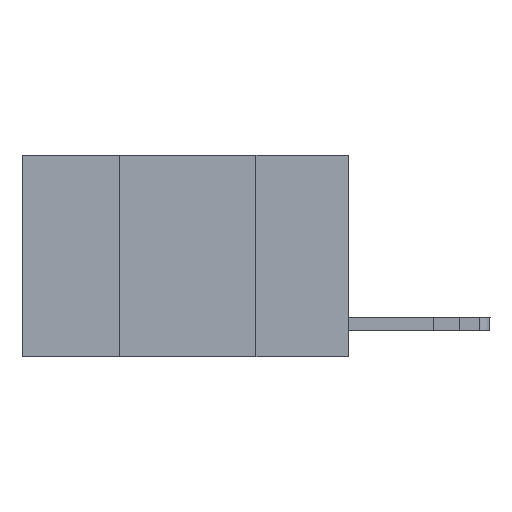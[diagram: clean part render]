
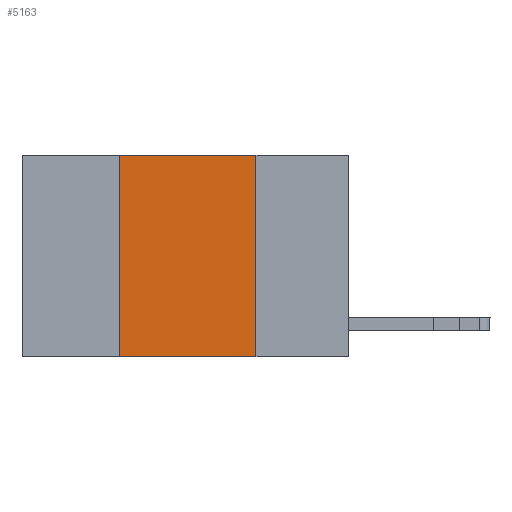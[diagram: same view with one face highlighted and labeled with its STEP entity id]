
A CAD part, left-side view. The second image highlights one B-rep face of the part: STEP entity #5163.
In plain terms, the highlighted planar face has unit normal (-1, 0, 0).
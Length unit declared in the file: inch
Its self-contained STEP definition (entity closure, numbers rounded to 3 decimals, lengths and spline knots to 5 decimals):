
#672 = CARTESIAN_POINT ( 'NONE',  ( 0., 0.17, -0.37 ) ) ;
#2625 = VECTOR ( 'NONE', #13426, 39.37008 ) ;
#2928 = CARTESIAN_POINT ( 'NONE',  ( 0., 0.17, 0. ) ) ;
#3045 = CARTESIAN_POINT ( 'NONE',  ( 0., 0.42, 0. ) ) ;
#3078 = EDGE_CURVE ( 'NONE', #4590, #12061, #6902, .T. ) ;
#3129 = CARTESIAN_POINT ( 'NONE',  ( 0., 0.6, -0.37 ) ) ;
#3557 = VECTOR ( 'NONE', #12693, 39.37008 ) ;
#3819 = AXIS2_PLACEMENT_3D ( 'NONE', #10778, #10914, #12998 ) ;
#4590 = VERTEX_POINT ( 'NONE', #3045 ) ;
#4832 = VERTEX_POINT ( 'NONE', #672 ) ;
#4871 = DIRECTION ( 'NONE',  ( 0., -1., 0. ) ) ;
#5017 = CARTESIAN_POINT ( 'NONE',  ( 0., 0.6, 0. ) ) ;
#5163 = ADVANCED_FACE ( 'NONE', ( #5551 ), #11823, .F. ) ;
#5551 = FACE_OUTER_BOUND ( 'NONE', #7223, .T. ) ;
#5718 = VECTOR ( 'NONE', #4871, 39.37008 ) ;
#6030 = ORIENTED_EDGE ( 'NONE', *, *, #8241, .F. ) ;
#6294 = CARTESIAN_POINT ( 'NONE',  ( 0., 0.42, 0. ) ) ;
#6765 = VECTOR ( 'NONE', #13726, 39.37008 ) ;
#6902 = LINE ( 'NONE', #5017, #5718 ) ;
#6983 = CARTESIAN_POINT ( 'NONE',  ( 0., 0.42, -0.37 ) ) ;
#7105 = LINE ( 'NONE', #8085, #2625 ) ;
#7223 = EDGE_LOOP ( 'NONE', ( #11593, #11370, #6030, #13464 ) ) ;
#7323 = LINE ( 'NONE', #6294, #6765 ) ;
#8085 = CARTESIAN_POINT ( 'NONE',  ( 0., 0.17, 0. ) ) ;
#8241 = EDGE_CURVE ( 'NONE', #11640, #4590, #7323, .T. ) ;
#8414 = EDGE_CURVE ( 'NONE', #12061, #4832, #7105, .T. ) ;
#9085 = EDGE_CURVE ( 'NONE', #11640, #4832, #12618, .T. ) ;
#10778 = CARTESIAN_POINT ( 'NONE',  ( 0., 0.6, 0. ) ) ;
#10914 = DIRECTION ( 'NONE',  ( 1., 0., 0. ) ) ;
#11370 = ORIENTED_EDGE ( 'NONE', *, *, #3078, .F. ) ;
#11593 = ORIENTED_EDGE ( 'NONE', *, *, #8414, .F. ) ;
#11640 = VERTEX_POINT ( 'NONE', #6983 ) ;
#11823 = PLANE ( 'NONE',  #3819 ) ;
#12061 = VERTEX_POINT ( 'NONE', #2928 ) ;
#12618 = LINE ( 'NONE', #3129, #3557 ) ;
#12693 = DIRECTION ( 'NONE',  ( 0., -1., 0. ) ) ;
#12998 = DIRECTION ( 'NONE',  ( 0., 0., -1. ) ) ;
#13426 = DIRECTION ( 'NONE',  ( 0., 0., -1. ) ) ;
#13464 = ORIENTED_EDGE ( 'NONE', *, *, #9085, .T. ) ;
#13726 = DIRECTION ( 'NONE',  ( 0., 0., 1. ) ) ;
